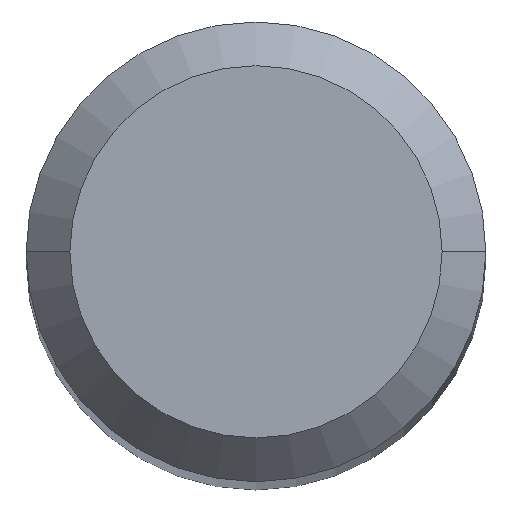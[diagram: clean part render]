
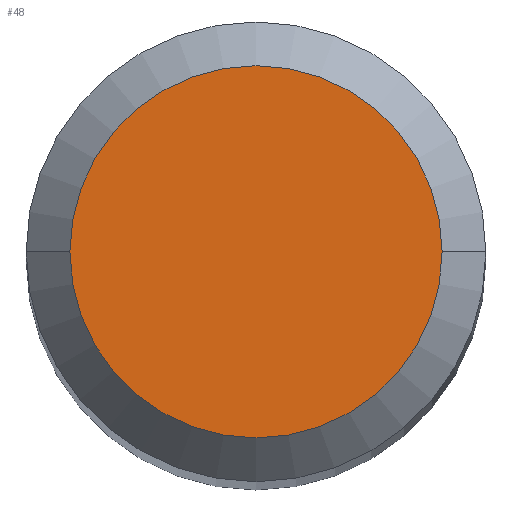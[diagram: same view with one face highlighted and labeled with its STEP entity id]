
A CAD part, top view. The second image highlights one B-rep face of the part: STEP entity #48.
In plain terms, the highlighted planar face has unit normal (0, 0, 1).
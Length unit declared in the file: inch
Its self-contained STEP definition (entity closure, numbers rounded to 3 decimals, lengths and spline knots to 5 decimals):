
#6 = FACE_OUTER_BOUND ( 'NONE', #106, .T. ) ;
#8 = EDGE_CURVE ( 'NONE', #281, #215, #100, .T. ) ;
#15 = CARTESIAN_POINT ( 'NONE',  ( 0.06375, 0., 0. ) ) ;
#48 = ADVANCED_FACE ( 'NONE', ( #6 ), #365, .F. ) ;
#77 = CARTESIAN_POINT ( 'NONE',  ( 0., 0.06375, 0. ) ) ;
#100 = CIRCLE ( 'NONE', #175, 0.06375 ) ;
#106 = EDGE_LOOP ( 'NONE', ( #316, #249 ) ) ;
#109 = DIRECTION ( 'NONE',  ( 0., 0., -1. ) ) ;
#155 = DIRECTION ( 'NONE',  ( 1., 0., 0. ) ) ;
#175 = AXIS2_PLACEMENT_3D ( 'NONE', #322, #391, #155 ) ;
#182 = DIRECTION ( 'NONE',  ( -1., 0., 0. ) ) ;
#184 = AXIS2_PLACEMENT_3D ( 'NONE', #77, #109, #182 ) ;
#202 = DIRECTION ( 'NONE',  ( 1., 0., 0. ) ) ;
#206 = CIRCLE ( 'NONE', #342, 0.06375 ) ;
#215 = VERTEX_POINT ( 'NONE', #15 ) ;
#249 = ORIENTED_EDGE ( 'NONE', *, *, #361, .T. ) ;
#276 = DIRECTION ( 'NONE',  ( 0., 0., 1. ) ) ;
#281 = VERTEX_POINT ( 'NONE', #370 ) ;
#316 = ORIENTED_EDGE ( 'NONE', *, *, #8, .T. ) ;
#322 = CARTESIAN_POINT ( 'NONE',  ( 0., 0., 0. ) ) ;
#342 = AXIS2_PLACEMENT_3D ( 'NONE', #463, #276, #202 ) ;
#361 = EDGE_CURVE ( 'NONE', #215, #281, #206, .T. ) ;
#365 = PLANE ( 'NONE',  #184 ) ;
#370 = CARTESIAN_POINT ( 'NONE',  ( -0.06375, 0., 0. ) ) ;
#391 = DIRECTION ( 'NONE',  ( 0., 0., 1. ) ) ;
#463 = CARTESIAN_POINT ( 'NONE',  ( 0., 0., 0. ) ) ;
